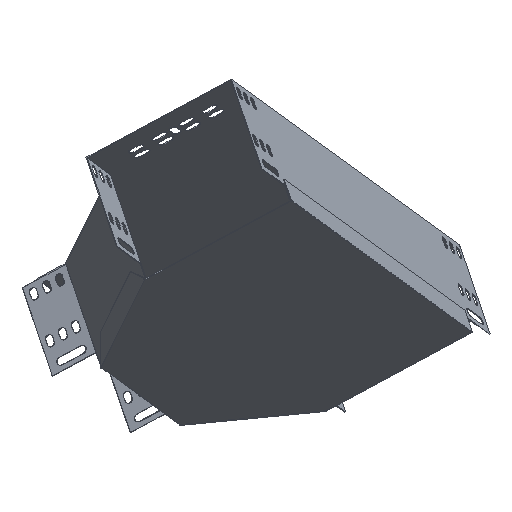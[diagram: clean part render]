
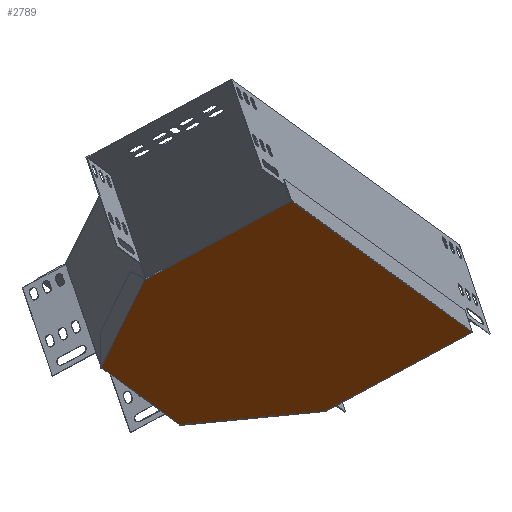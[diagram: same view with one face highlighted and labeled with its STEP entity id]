
A CAD part, front view. The second image highlights one B-rep face of the part: STEP entity #2789.
In plain terms, the highlighted planar face has unit normal (0.283, -0.485, -0.827).
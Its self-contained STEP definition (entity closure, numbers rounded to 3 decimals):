
#39 = PLANE ( 'NONE',  #10490 ) ;
#157 = EDGE_CURVE ( 'NONE', #10086, #8710, #447, .T. ) ;
#240 = ORIENTED_EDGE ( 'NONE', *, *, #10696, .F. ) ;
#361 = VECTOR ( 'NONE', #8875, 1000. ) ;
#373 = CARTESIAN_POINT ( 'NONE',  ( -106.092, 66.064, 148.989 ) ) ;
#447 = LINE ( 'NONE', #3855, #2590 ) ;
#831 = LINE ( 'NONE', #6302, #7814 ) ;
#848 = DIRECTION ( 'NONE',  ( 0.276, -0.785, 0.555 ) ) ;
#952 = CARTESIAN_POINT ( 'NONE',  ( -173.907, 261.008, 11.407 ) ) ;
#983 = VECTOR ( 'NONE', #2139, 1000. ) ;
#987 = CARTESIAN_POINT ( 'NONE',  ( 53.597, 357.593, 32.519 ) ) ;
#1067 = EDGE_LOOP ( 'NONE', ( #8621, #9476, #10337, #5767, #1785, #9049, #4776, #240, #10482, #8916 ) ) ;
#1450 = EDGE_CURVE ( 'NONE', #1999, #10086, #3394, .T. ) ;
#1646 = CARTESIAN_POINT ( 'NONE',  ( -77.368, 302.718, 19.94 ) ) ;
#1785 = ORIENTED_EDGE ( 'NONE', *, *, #1860, .T. ) ;
#1860 = EDGE_CURVE ( 'NONE', #6239, #2987, #5640, .T. ) ;
#1999 = VERTEX_POINT ( 'NONE', #5768 ) ;
#2139 = DIRECTION ( 'NONE',  ( 0.919, 0.385, 0.088 ) ) ;
#2226 = VERTEX_POINT ( 'NONE', #4080 ) ;
#2378 = CARTESIAN_POINT ( 'NONE',  ( -76.108, 302.526, 20.484 ) ) ;
#2590 = VECTOR ( 'NONE', #5693, 1000. ) ;
#2784 = LINE ( 'NONE', #6101, #361 ) ;
#2789 = ADVANCED_FACE ( 'NONE', ( #11590 ), #39, .F. ) ;
#2800 = DIRECTION ( 'NONE',  ( -0.283, 0.485, 0.827 ) ) ;
#2987 = VERTEX_POINT ( 'NONE', #8294 ) ;
#3394 = LINE ( 'NONE', #6646, #983 ) ;
#3496 = LINE ( 'NONE', #373, #10494 ) ;
#3622 = LINE ( 'NONE', #7044, #8199 ) ;
#3835 = VERTEX_POINT ( 'NONE', #987 ) ;
#3855 = CARTESIAN_POINT ( 'NONE',  ( -144.518, 177.305, 70.573 ) ) ;
#4080 = CARTESIAN_POINT ( 'NONE',  ( 22.487, 23.414, 217.981 ) ) ;
#4261 = VECTOR ( 'NONE', #11419, 1000. ) ;
#4579 = LINE ( 'NONE', #8125, #6731 ) ;
#4776 = ORIENTED_EDGE ( 'NONE', *, *, #10852, .T. ) ;
#4807 = CARTESIAN_POINT ( 'NONE',  ( -106.827, 65.756, 148.918 ) ) ;
#5342 = VECTOR ( 'NONE', #10122, 1000. ) ;
#5571 = CARTESIAN_POINT ( 'NONE',  ( 53.983, 356.494, 33.296 ) ) ;
#5640 = LINE ( 'NONE', #5571, #5342 ) ;
#5693 = DIRECTION ( 'NONE',  ( 0.455, 0.827, -0.33 ) ) ;
#5767 = ORIENTED_EDGE ( 'NONE', *, *, #9109, .T. ) ;
#5768 = CARTESIAN_POINT ( 'NONE',  ( -145.804, 176.767, 70.449 ) ) ;
#6067 = EDGE_CURVE ( 'NONE', #7331, #8710, #11532, .T. ) ;
#6101 = CARTESIAN_POINT ( 'NONE',  ( -146.116, 177.655, 69.822 ) ) ;
#6137 = LINE ( 'NONE', #1646, #8297 ) ;
#6239 = VERTEX_POINT ( 'NONE', #11693 ) ;
#6302 = CARTESIAN_POINT ( 'NONE',  ( 21.973, 22.478, 218.354 ) ) ;
#6646 = CARTESIAN_POINT ( 'NONE',  ( -145.069, 177.075, 70.52 ) ) ;
#6731 = VECTOR ( 'NONE', #848, 1000. ) ;
#7044 = CARTESIAN_POINT ( 'NONE',  ( 21.811, 23.64, 217.617 ) ) ;
#7203 = EDGE_CURVE ( 'NONE', #2226, #2987, #831, .T. ) ;
#7331 = VERTEX_POINT ( 'NONE', #10159 ) ;
#7602 = EDGE_CURVE ( 'NONE', #1999, #11092, #2784, .T. ) ;
#7814 = VECTOR ( 'NONE', #9991, 1000. ) ;
#7956 = DIRECTION ( 'NONE',  ( -0.845, 0.283, -0.455 ) ) ;
#8125 = CARTESIAN_POINT ( 'NONE',  ( 53.817, 356.965, 32.963 ) ) ;
#8199 = VECTOR ( 'NONE', #7956, 1000. ) ;
#8294 = CARTESIAN_POINT ( 'NONE',  ( 182.011, 313.613, 102.235 ) ) ;
#8297 = VECTOR ( 'NONE', #9843, 1000. ) ;
#8555 = EDGE_CURVE ( 'NONE', #7331, #3835, #6137, .T. ) ;
#8621 = ORIENTED_EDGE ( 'NONE', *, *, #157, .T. ) ;
#8710 = VERTEX_POINT ( 'NONE', #10024 ) ;
#8875 = DIRECTION ( 'NONE',  ( 0.276, -0.785, 0.555 ) ) ;
#8916 = ORIENTED_EDGE ( 'NONE', *, *, #1450, .T. ) ;
#9049 = ORIENTED_EDGE ( 'NONE', *, *, #7203, .F. ) ;
#9109 = EDGE_CURVE ( 'NONE', #3835, #6239, #4579, .T. ) ;
#9154 = DIRECTION ( 'NONE',  ( -0.455, -0.827, 0.33 ) ) ;
#9476 = ORIENTED_EDGE ( 'NONE', *, *, #6067, .F. ) ;
#9513 = DIRECTION ( 'NONE',  ( 0.919, 0.385, 0.088 ) ) ;
#9537 = CARTESIAN_POINT ( 'NONE',  ( -144.518, 177.305, 70.573 ) ) ;
#9843 = DIRECTION ( 'NONE',  ( 0.919, 0.385, 0.088 ) ) ;
#9991 = DIRECTION ( 'NONE',  ( 0.455, 0.827, -0.33 ) ) ;
#10024 = CARTESIAN_POINT ( 'NONE',  ( -75.943, 302.055, 20.817 ) ) ;
#10086 = VERTEX_POINT ( 'NONE', #9537 ) ;
#10122 = DIRECTION ( 'NONE',  ( 0.845, -0.283, 0.455 ) ) ;
#10159 = CARTESIAN_POINT ( 'NONE',  ( -76.329, 303.154, 20.04 ) ) ;
#10211 = VERTEX_POINT ( 'NONE', #10569 ) ;
#10337 = ORIENTED_EDGE ( 'NONE', *, *, #8555, .T. ) ;
#10482 = ORIENTED_EDGE ( 'NONE', *, *, #7602, .F. ) ;
#10490 = AXIS2_PLACEMENT_3D ( 'NONE', #952, #2800, #9154 ) ;
#10494 = VECTOR ( 'NONE', #9513, 1000. ) ;
#10569 = CARTESIAN_POINT ( 'NONE',  ( -105.541, 66.295, 149.042 ) ) ;
#10696 = EDGE_CURVE ( 'NONE', #11092, #10211, #3496, .T. ) ;
#10852 = EDGE_CURVE ( 'NONE', #2226, #10211, #3622, .T. ) ;
#11092 = VERTEX_POINT ( 'NONE', #4807 ) ;
#11419 = DIRECTION ( 'NONE',  ( 0.276, -0.785, 0.555 ) ) ;
#11532 = LINE ( 'NONE', #2378, #4261 ) ;
#11590 = FACE_OUTER_BOUND ( 'NONE', #1067, .T. ) ;
#11693 = CARTESIAN_POINT ( 'NONE',  ( 53.983, 356.494, 33.296 ) ) ;
